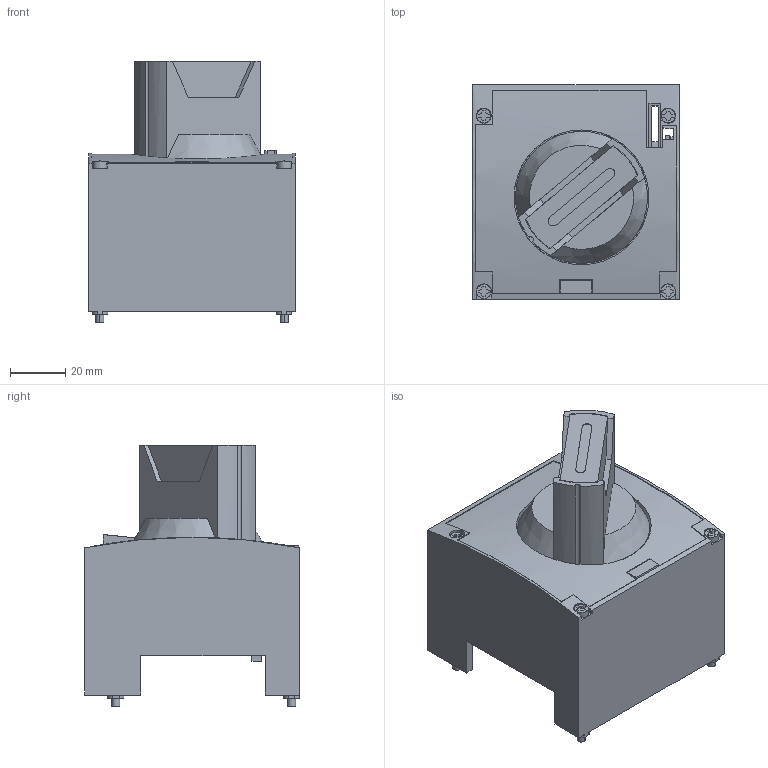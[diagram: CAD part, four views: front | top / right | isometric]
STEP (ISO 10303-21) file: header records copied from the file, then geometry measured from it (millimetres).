
FILE_DESCRIPTION((''),'2;1');
FILE_NAME('1655055629913_ASM','2022-06-12T23:10:52',('SESA621925'),('Schneider-Electric'),'CREO PARAMETRIC BY PTC INC, 2019471','CREO PARAMETRIC BY PTC INC, 2019471','');
FILE_SCHEMA(('AP242_MANAGED_MODEL_BASED_3D_ENGINEERING_MIM_LF { 1 0 10303 442 1 1 4 }'));
Length unit declared in the file: millimetre
Products named in the file (6): EMPTYNODE_1655055630088_ASM; DIRECT-ROTARY-HANDLE-200; DIRECT-ROTARY-HANDLE-200-3D_ASM; ROTARY-KNOB1; ROTARY-KNOB1-3D_ASM; 1655055629913_ASM
Assembly tree (5 placements, depth 3):
  1655055629913_ASM
    EMPTYNODE_1655055630088_ASM
    DIRECT-ROTARY-HANDLE-200-3D_ASM
      DIRECT-ROTARY-HANDLE-200
    ROTARY-KNOB1-3D_ASM
      ROTARY-KNOB1
Bounding box: 75 x 78 x 94.9 mm (x, y, z)
Volume: 157664.5 mm3; surface area: 76169.5 mm2
Topology: 2 solids, 2 shells, 631 faces, 1718 edges, 1148 vertices
Faces by surface type: plane 500, cylinder 127, cone 4
Entity records: 27884 total; most frequent: CARTESIAN_POINT 3691, ORIENTED_EDGE 3420, DIRECTION 3324, PRESENTATION_STYLE_ASSIGNMENT 1890, STYLED_ITEM 1724, CURVE_STYLE 1722, EDGE_CURVE 1710, VECTOR 1378
